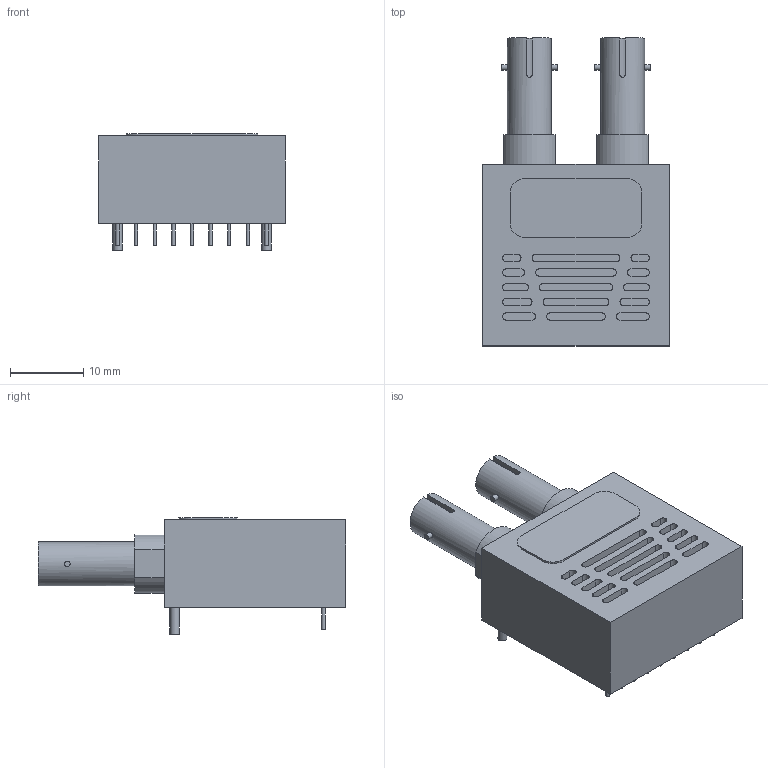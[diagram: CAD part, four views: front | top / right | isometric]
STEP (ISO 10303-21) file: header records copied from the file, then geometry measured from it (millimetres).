
FILE_DESCRIPTION(/* description */ (''),/* implementation_level */ '2;1');
FILE_NAME(/* name */ 'AFBR-5803TZ.stp',/* time_stamp */ '2016-10-21T10:43:16+02:00',/* author */ ('riccim'),/* organization */ ('SolidWorks'),/* preprocessor_version */ 'ST-DEVELOPER v15.5',/* originating_system */ 'AutoCAD Mechanical',/* authorisation */ ' ');
FILE_SCHEMA (('AUTOMOTIVE_DESIGN { 1 0 10303 214 3 1 1 }'));
Length unit declared in the file: millimetre
Products named in the file (1): Product
Bounding box: 25.4 x 42 x 15.85 mm (x, y, z)
Volume: 8082.8 mm3; surface area: 4377.7 mm2
Topology: 13 solids, 13 shells, 206 faces, 451 edges, 302 vertices
Faces by surface type: plane 127, cylinder 79
Full cylindrical faces by diameter (mm): 0.46 x9, 0.75 x4, 1.27 x2, 4.75 x2, 6 x2
Entity records: 5656 total; most frequent: CARTESIAN_POINT 1089, DIRECTION 974, ORIENTED_EDGE 836, EDGE_CURVE 418, AXIS2_PLACEMENT_3D 357, VERTEX_POINT 290, LINE 260, VECTOR 260
